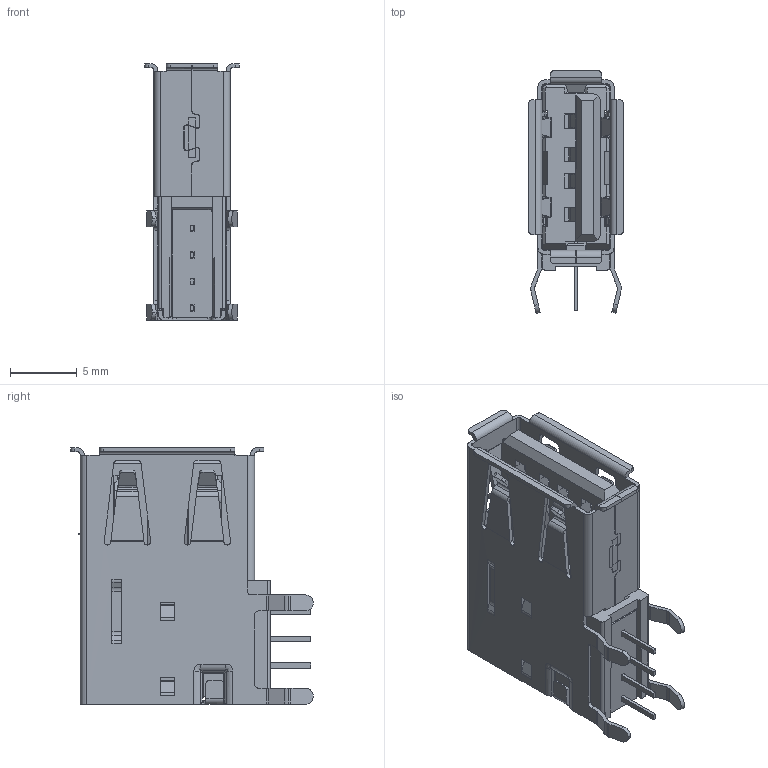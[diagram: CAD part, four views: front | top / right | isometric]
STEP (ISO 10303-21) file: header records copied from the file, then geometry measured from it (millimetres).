
FILE_DESCRIPTION (( 'STEP AP214' ), '1' );
FILE_NAME ('690C304-634-021.STEP', '2021-01-15T20:36:43', ( '' ), ( '' ), 'SwSTEP 2.0', 'SolidWorks 2020', '' );
FILE_SCHEMA (( 'AUTOMOTIVE_DESIGN' ));
Length unit declared in the file: millimetre
Products named in the file (7): Shell 690C304-X34-02X; Contact2 690C304-X34-02X; Contact1 690C304-X34-02X; Contact3 690C304-X34-02X; 690C304-634-021; Insulator 690C304-X34-02X_Black; Contact4 690C304-X34-02X
Assembly tree (6 placements, depth 2):
  690C304-634-021
    Insulator 690C304-X34-02X_Black
    Contact1 690C304-X34-02X
    Contact2 690C304-X34-02X
    Contact3 690C304-X34-02X
    Contact4 690C304-X34-02X
    Shell 690C304-X34-02X
Bounding box: 7.12 x 18.2 x 19.25 mm (x, y, z)
Volume: 663.8 mm3; surface area: 2808.2 mm2
Topology: 6 solids, 6 shells, 1391 faces, 3932 edges, 2532 vertices
Faces by surface type: plane 890, cylinder 426, bspline 48, cone 18, sphere 9
Entity records: 47394 total; most frequent: CARTESIAN_POINT 11648, ORIENTED_EDGE 7864, DIRECTION 6753, EDGE_CURVE 3932, LINE 2923, VECTOR 2923, VERTEX_POINT 2532, AXIS2_PLACEMENT_3D 1915
